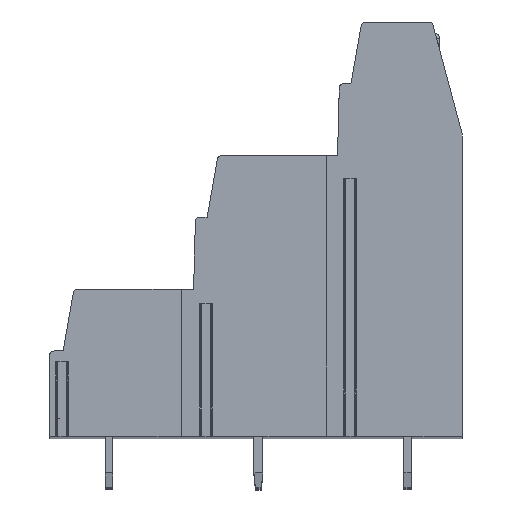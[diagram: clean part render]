
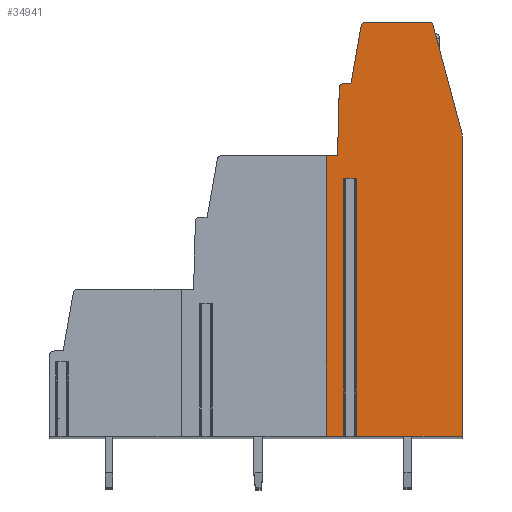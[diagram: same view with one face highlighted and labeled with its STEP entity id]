
A CAD part, top view. The second image highlights one B-rep face of the part: STEP entity #34941.
In plain terms, the highlighted planar face has unit normal (0, 0, 1).
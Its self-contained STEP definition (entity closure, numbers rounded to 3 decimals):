
#14=DIRECTION('',(-1.,0.,0.));
#15=VECTOR('',#14,0.743);
#16=CARTESIAN_POINT('',(1.908,2.65,93.98));
#17=LINE('',#16,#15);
#18=DIRECTION('',(0.,-1.,0.));
#19=VECTOR('',#18,17.55);
#20=CARTESIAN_POINT('',(1.165,2.65,93.98));
#21=LINE('',#20,#19);
#22=DIRECTION('',(1.,0.,0.));
#23=VECTOR('',#22,1.228);
#24=CARTESIAN_POINT('',(-0.063,-14.9,93.98));
#25=LINE('',#24,#23);
#26=DIRECTION('',(-1.,0.,0.));
#27=VECTOR('',#26,0.75);
#28=CARTESIAN_POINT('',(0.687,4.2,93.98));
#29=LINE('',#28,#27);
#30=DIRECTION('',(-0.026,-1.,0.));
#31=VECTOR('',#30,4.609);
#32=CARTESIAN_POINT('',(0.808,8.808,93.98));
#33=LINE('',#32,#31);
#34=CARTESIAN_POINT('',(1.108,8.8,93.98));
#35=DIRECTION('',(0.,0.,1.));
#36=DIRECTION('',(0.,1.,0.));
#37=AXIS2_PLACEMENT_3D('',#34,#35,#36);
#39=DIRECTION('',(-1.,0.,0.));
#40=VECTOR('',#39,0.497);
#41=CARTESIAN_POINT('',(1.605,9.1,93.98));
#42=LINE('',#41,#40);
#43=DIRECTION('',(-0.174,-0.985,0.));
#44=VECTOR('',#43,4.013);
#45=CARTESIAN_POINT('',(2.301,13.052,93.98));
#46=LINE('',#45,#44);
#47=CARTESIAN_POINT('',(2.597,13.,93.98));
#48=DIRECTION('',(0.,0.,1.));
#49=DIRECTION('',(0.,1.,0.));
#50=AXIS2_PLACEMENT_3D('',#47,#48,#49);
#52=DIRECTION('',(-1.,0.,0.));
#53=VECTOR('',#52,4.31);
#54=CARTESIAN_POINT('',(6.907,13.3,93.98));
#55=LINE('',#54,#53);
#56=CARTESIAN_POINT('',(6.907,13.,93.98));
#57=DIRECTION('',(0.,0.,1.));
#58=DIRECTION('',(0.966,0.259,0.));
#59=AXIS2_PLACEMENT_3D('',#56,#57,#58);
#61=CARTESIAN_POINT('',(8.187,5.518,93.98));
#62=DIRECTION('',(0.,0.,1.));
#63=DIRECTION('',(1.,0.,0.));
#64=AXIS2_PLACEMENT_3D('',#61,#62,#63);
#66=DIRECTION('',(0.,1.,0.));
#67=VECTOR('',#66,20.418);
#68=CARTESIAN_POINT('',(9.187,-14.9,93.98));
#69=LINE('',#68,#67);
#70=DIRECTION('',(1.,0.,0.));
#71=VECTOR('',#70,7.279);
#72=CARTESIAN_POINT('',(1.908,-14.9,93.98));
#73=LINE('',#72,#71);
#74=DIRECTION('',(0.,-1.,0.));
#75=VECTOR('',#74,17.55);
#76=CARTESIAN_POINT('',(1.908,2.65,93.98));
#77=LINE('',#76,#75);
#11070=DIRECTION('',(-0.259,0.966,0.));
#11071=VECTOR('',#11070,7.558);
#11072=CARTESIAN_POINT('',(9.153,5.777,93.98));
#11073=LINE('',#11072,#11071);
#18677=DIRECTION('',(0.,-1.,0.));
#18678=VECTOR('',#18677,19.1);
#18679=CARTESIAN_POINT('',(-0.063,4.2,93.98));
#18680=LINE('',#18679,#18678);
#27525=CARTESIAN_POINT('',(9.187,-14.9,93.98));
#27526=CARTESIAN_POINT('',(9.187,5.518,93.98));
#27527=VERTEX_POINT('',#27525);
#27528=VERTEX_POINT('',#27526);
#27529=CARTESIAN_POINT('',(9.153,5.777,93.98));
#27530=VERTEX_POINT('',#27529);
#27531=CARTESIAN_POINT('',(7.197,13.078,93.98));
#27532=CARTESIAN_POINT('',(6.907,13.3,93.98));
#27533=VERTEX_POINT('',#27531);
#27534=VERTEX_POINT('',#27532);
#27535=CARTESIAN_POINT('',(2.597,13.3,93.98));
#27536=VERTEX_POINT('',#27535);
#27537=CARTESIAN_POINT('',(2.301,13.052,93.98));
#27538=VERTEX_POINT('',#27537);
#27539=CARTESIAN_POINT('',(1.605,9.1,93.98));
#27540=VERTEX_POINT('',#27539);
#27541=CARTESIAN_POINT('',(1.108,9.1,93.98));
#27542=VERTEX_POINT('',#27541);
#27543=CARTESIAN_POINT('',(0.808,8.808,93.98));
#27544=VERTEX_POINT('',#27543);
#27545=CARTESIAN_POINT('',(0.687,4.2,93.98));
#27546=VERTEX_POINT('',#27545);
#27585=CARTESIAN_POINT('',(-0.063,-14.9,93.98));
#27587=VERTEX_POINT('',#27585);
#27593=CARTESIAN_POINT('',(-0.063,4.2,93.98));
#27594=VERTEX_POINT('',#27593);
#27641=CARTESIAN_POINT('',(1.908,2.65,93.98));
#27642=CARTESIAN_POINT('',(1.165,2.65,93.98));
#27643=VERTEX_POINT('',#27641);
#27644=VERTEX_POINT('',#27642);
#27645=CARTESIAN_POINT('',(1.908,-14.9,93.98));
#27646=VERTEX_POINT('',#27645);
#27647=CARTESIAN_POINT('',(1.165,-14.9,93.98));
#27648=VERTEX_POINT('',#27647);
#34900=CARTESIAN_POINT('',(0.,0.,93.98));
#34901=DIRECTION('',(0.,0.,1.));
#34902=DIRECTION('',(1.,0.,0.));
#34903=AXIS2_PLACEMENT_3D('',#34900,#34901,#34902);
#34904=PLANE('',#34903);
#34906=ORIENTED_EDGE('',*,*,#34905,.T.);
#34908=ORIENTED_EDGE('',*,*,#34907,.T.);
#34910=ORIENTED_EDGE('',*,*,#34909,.F.);
#34912=ORIENTED_EDGE('',*,*,#34911,.F.);
#34914=ORIENTED_EDGE('',*,*,#34913,.F.);
#34916=ORIENTED_EDGE('',*,*,#34915,.F.);
#34918=ORIENTED_EDGE('',*,*,#34917,.F.);
#34920=ORIENTED_EDGE('',*,*,#34919,.F.);
#34922=ORIENTED_EDGE('',*,*,#34921,.F.);
#34924=ORIENTED_EDGE('',*,*,#34923,.F.);
#34926=ORIENTED_EDGE('',*,*,#34925,.F.);
#34928=ORIENTED_EDGE('',*,*,#34927,.F.);
#34930=ORIENTED_EDGE('',*,*,#34929,.F.);
#34932=ORIENTED_EDGE('',*,*,#34931,.F.);
#34934=ORIENTED_EDGE('',*,*,#34933,.F.);
#34936=ORIENTED_EDGE('',*,*,#34935,.F.);
#34938=ORIENTED_EDGE('',*,*,#34937,.F.);
#34939=EDGE_LOOP('',(#34906,#34908,#34910,#34912,#34914,#34916,#34918,#34920,
#34922,#34924,#34926,#34928,#34930,#34932,#34934,#34936,#34938));
#34940=FACE_OUTER_BOUND('',#34939,.F.);
#38=CIRCLE('',#37,0.3);
#51=CIRCLE('',#50,0.3);
#60=CIRCLE('',#59,0.3);
#65=CIRCLE('',#64,1.);
#34905=EDGE_CURVE('',#27643,#27644,#17,.T.);
#34907=EDGE_CURVE('',#27644,#27648,#21,.T.);
#34909=EDGE_CURVE('',#27587,#27648,#25,.T.);
#34911=EDGE_CURVE('',#27594,#27587,#18680,.T.);
#34913=EDGE_CURVE('',#27546,#27594,#29,.T.);
#34915=EDGE_CURVE('',#27544,#27546,#33,.T.);
#34917=EDGE_CURVE('',#27542,#27544,#38,.T.);
#34919=EDGE_CURVE('',#27540,#27542,#42,.T.);
#34921=EDGE_CURVE('',#27538,#27540,#46,.T.);
#34923=EDGE_CURVE('',#27536,#27538,#51,.T.);
#34925=EDGE_CURVE('',#27534,#27536,#55,.T.);
#34927=EDGE_CURVE('',#27533,#27534,#60,.T.);
#34929=EDGE_CURVE('',#27530,#27533,#11073,.T.);
#34931=EDGE_CURVE('',#27528,#27530,#65,.T.);
#34933=EDGE_CURVE('',#27527,#27528,#69,.T.);
#34935=EDGE_CURVE('',#27646,#27527,#73,.T.);
#34937=EDGE_CURVE('',#27643,#27646,#77,.T.);
#34941=ADVANCED_FACE('',(#34940),#34904,.T.);
